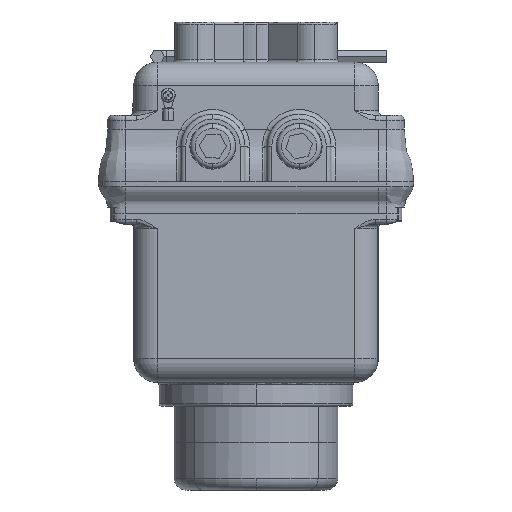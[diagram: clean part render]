
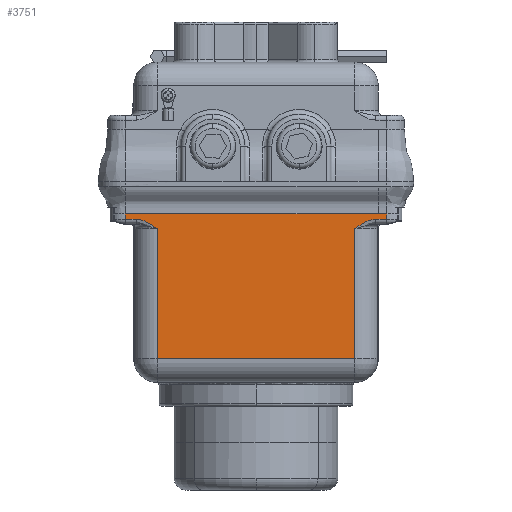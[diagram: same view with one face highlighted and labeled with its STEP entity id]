
A CAD part, left-side view. The second image highlights one B-rep face of the part: STEP entity #3751.
In plain terms, the highlighted planar face has unit normal (-1, 0, 0).
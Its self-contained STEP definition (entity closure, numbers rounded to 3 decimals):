
#374 = ORIENTED_EDGE ( 'NONE', *, *, #49609, .T. ) ;
#1220 = VECTOR ( 'NONE', #23653, 1000. ) ;
#2628 = VECTOR ( 'NONE', #31971, 1000. ) ;
#2722 = EDGE_CURVE ( 'NONE', #42218, #14673, #15572, .T. ) ;
#2826 = CARTESIAN_POINT ( 'NONE',  ( 0., 93.44, 20. ) ) ;
#2937 = EDGE_CURVE ( 'NONE', #8973, #27410, #26521, .T. ) ;
#2983 = CARTESIAN_POINT ( 'NONE',  ( 0., 106.94, 26.273 ) ) ;
#3364 = VERTEX_POINT ( 'NONE', #7821 ) ;
#3432 = VECTOR ( 'NONE', #22443, 1000. ) ;
#3481 = ORIENTED_EDGE ( 'NONE', *, *, #3521, .F. ) ;
#3521 = EDGE_CURVE ( 'NONE', #8973, #3364, #24634, .T. ) ;
#3666 = LINE ( 'NONE', #33838, #29489 ) ;
#3751 = ADVANCED_FACE ( 'NONE', ( #16342 ), #40085, .F. ) ;
#4183 = EDGE_CURVE ( 'NONE', #43385, #11150, #3666, .T. ) ;
#4331 = AXIS2_PLACEMENT_3D ( 'NONE', #7462, #27822, #15628 ) ;
#4708 = VECTOR ( 'NONE', #26562, 1000. ) ;
#5475 = CARTESIAN_POINT ( 'NONE',  ( 0., 5.455, 22.863 ) ) ;
#5696 = CARTESIAN_POINT ( 'NONE',  ( 0., 0., -35. ) ) ;
#6246 = CARTESIAN_POINT ( 'NONE',  ( 0., -3.5, 26.273 ) ) ;
#6853 = ORIENTED_EDGE ( 'NONE', *, *, #2722, .T. ) ;
#7462 = CARTESIAN_POINT ( 'NONE',  ( 0., 0., 90.5 ) ) ;
#7821 = CARTESIAN_POINT ( 'NONE',  ( 0., 0., 26.273 ) ) ;
#7861 = CARTESIAN_POINT ( 'NONE',  ( 0., 0., 26.273 ) ) ;
#8338 = ORIENTED_EDGE ( 'NONE', *, *, #14430, .T. ) ;
#8973 = VERTEX_POINT ( 'NONE', #24538 ) ;
#9534 = CARTESIAN_POINT ( 'NONE',  ( 0., 7.289, 21.919 ) ) ;
#10064 = B_SPLINE_CURVE_WITH_KNOTS ( 'NONE', 3,
 ( #27477, #20146, #9534, #5475, #21799, #48652, #34053, #33227, #12002, #24259 ),
 .UNSPECIFIED., .F., .F.,
 ( 4, 2, 2, 2, 4 ),
 ( 0., 0.005, 0.006, 0.007, 0.01 ),
 .UNSPECIFIED. ) ;
#10246 = CARTESIAN_POINT ( 'NONE',  ( 0., 10., 20. ) ) ;
#10757 = VECTOR ( 'NONE', #26042, 1000. ) ;
#10859 = VERTEX_POINT ( 'NONE', #19541 ) ;
#10916 = CARTESIAN_POINT ( 'NONE',  ( 0., 0., 26.273 ) ) ;
#11150 = VERTEX_POINT ( 'NONE', #35276 ) ;
#11699 = EDGE_LOOP ( 'NONE', ( #8338, #46690, #6853, #30434, #39411, #22371, #26354, #3481, #16231, #14860, #374 ) ) ;
#11802 = DIRECTION ( 'NONE',  ( 0., 0., -1. ) ) ;
#12002 = CARTESIAN_POINT ( 'NONE',  ( 0., 1.898, 24. ) ) ;
#12316 = B_SPLINE_CURVE_WITH_KNOTS ( 'NONE', 3,
 ( #35413, #35370, #34576, #13320, #49971, #45114, #39474, #49207, #48370, #2826 ),
 .UNSPECIFIED., .F., .F.,
 ( 4, 2, 2, 2, 4 ),
 ( 0., 0.002, 0.004, 0.005, 0.01 ),
 .UNSPECIFIED. ) ;
#13091 = EDGE_CURVE ( 'NONE', #14673, #38932, #10064, .T. ) ;
#13320 = CARTESIAN_POINT ( 'NONE',  ( 0., 99.521, 23.5 ) ) ;
#14430 = EDGE_CURVE ( 'NONE', #10859, #44621, #33625, .T. ) ;
#14673 = VERTEX_POINT ( 'NONE', #10246 ) ;
#14860 = ORIENTED_EDGE ( 'NONE', *, *, #30537, .T. ) ;
#15572 = LINE ( 'NONE', #48938, #34022 ) ;
#15628 = DIRECTION ( 'NONE',  ( 0., 1., 0. ) ) ;
#15955 = CARTESIAN_POINT ( 'NONE',  ( 0., 106.94, 68. ) ) ;
#16231 = ORIENTED_EDGE ( 'NONE', *, *, #2937, .T. ) ;
#16342 = FACE_OUTER_BOUND ( 'NONE', #11699, .T. ) ;
#16822 = VECTOR ( 'NONE', #37005, 1000. ) ;
#19541 = CARTESIAN_POINT ( 'NONE',  ( 0., 93.44, 20. ) ) ;
#20146 = CARTESIAN_POINT ( 'NONE',  ( 0., 8.645, 20.958 ) ) ;
#20273 = CARTESIAN_POINT ( 'NONE',  ( 0., 93.44, -35. ) ) ;
#21799 = CARTESIAN_POINT ( 'NONE',  ( 0., 5.081, 23.039 ) ) ;
#22371 = ORIENTED_EDGE ( 'NONE', *, *, #4183, .F. ) ;
#22443 = DIRECTION ( 'NONE',  ( 0., -1., 0. ) ) ;
#23081 = EDGE_CURVE ( 'NONE', #38932, #11150, #27656, .T. ) ;
#23653 = DIRECTION ( 'NONE',  ( 0., -1., 0. ) ) ;
#24259 = CARTESIAN_POINT ( 'NONE',  ( 0., 1.056, 24. ) ) ;
#24538 = CARTESIAN_POINT ( 'NONE',  ( 0., 106.94, 26.273 ) ) ;
#24634 = B_SPLINE_CURVE_WITH_KNOTS ( 'NONE', 1,
 ( #2983, #7861 ),
 .UNSPECIFIED., .F., .F.,
 ( 2, 2 ),
 ( 0., 1. ),
 .UNSPECIFIED. ) ;
#24642 = CARTESIAN_POINT ( 'NONE',  ( 0., 93.44, 90.5 ) ) ;
#26042 = DIRECTION ( 'NONE',  ( 0., -1., 0. ) ) ;
#26354 = ORIENTED_EDGE ( 'NONE', *, *, #27504, .T. ) ;
#26521 = LINE ( 'NONE', #15955, #4708 ) ;
#26562 = DIRECTION ( 'NONE',  ( 0., 0., -1. ) ) ;
#27410 = VERTEX_POINT ( 'NONE', #35316 ) ;
#27477 = CARTESIAN_POINT ( 'NONE',  ( 0., 10., 20. ) ) ;
#27504 = EDGE_CURVE ( 'NONE', #43385, #3364, #45928, .T. ) ;
#27656 = LINE ( 'NONE', #39887, #10757 ) ;
#27822 = DIRECTION ( 'NONE',  ( 1., 0., 0. ) ) ;
#29489 = VECTOR ( 'NONE', #11802, 1000. ) ;
#30434 = ORIENTED_EDGE ( 'NONE', *, *, #13091, .T. ) ;
#30537 = EDGE_CURVE ( 'NONE', #27410, #45832, #39576, .T. ) ;
#31819 = LINE ( 'NONE', #5696, #1220 ) ;
#31971 = DIRECTION ( 'NONE',  ( 0., 0., -1. ) ) ;
#33227 = CARTESIAN_POINT ( 'NONE',  ( 0., 2.716, 23.857 ) ) ;
#33625 = LINE ( 'NONE', #24642, #2628 ) ;
#33838 = CARTESIAN_POINT ( 'NONE',  ( 0., -3.5, 68. ) ) ;
#34022 = VECTOR ( 'NONE', #36775, 1000. ) ;
#34053 = CARTESIAN_POINT ( 'NONE',  ( 0., 3.919, 23.5 ) ) ;
#34306 = CARTESIAN_POINT ( 'NONE',  ( 0., 10., -35. ) ) ;
#34576 = CARTESIAN_POINT ( 'NONE',  ( 0., 100.724, 23.857 ) ) ;
#35276 = CARTESIAN_POINT ( 'NONE',  ( 0., -3.5, 24. ) ) ;
#35316 = CARTESIAN_POINT ( 'NONE',  ( 0., 106.94, 24. ) ) ;
#35370 = CARTESIAN_POINT ( 'NONE',  ( 0., 101.542, 24. ) ) ;
#35413 = CARTESIAN_POINT ( 'NONE',  ( 0., 102.384, 24. ) ) ;
#36775 = DIRECTION ( 'NONE',  ( 0., 0., 1. ) ) ;
#36809 = CARTESIAN_POINT ( 'NONE',  ( 0., 1.056, 24. ) ) ;
#37005 = DIRECTION ( 'NONE',  ( 0., 1., 0. ) ) ;
#38932 = VERTEX_POINT ( 'NONE', #36809 ) ;
#39411 = ORIENTED_EDGE ( 'NONE', *, *, #23081, .T. ) ;
#39474 = CARTESIAN_POINT ( 'NONE',  ( 0., 97.985, 22.863 ) ) ;
#39576 = LINE ( 'NONE', #44431, #3432 ) ;
#39887 = CARTESIAN_POINT ( 'NONE',  ( 0., 0., 24. ) ) ;
#40085 = PLANE ( 'NONE',  #4331 ) ;
#42218 = VERTEX_POINT ( 'NONE', #34306 ) ;
#43385 = VERTEX_POINT ( 'NONE', #6246 ) ;
#43876 = CARTESIAN_POINT ( 'NONE',  ( 0., 102.384, 24. ) ) ;
#44431 = CARTESIAN_POINT ( 'NONE',  ( 0., 0., 24. ) ) ;
#44621 = VERTEX_POINT ( 'NONE', #20273 ) ;
#45114 = CARTESIAN_POINT ( 'NONE',  ( 0., 98.359, 23.039 ) ) ;
#45832 = VERTEX_POINT ( 'NONE', #43876 ) ;
#45928 = LINE ( 'NONE', #10916, #16822 ) ;
#46690 = ORIENTED_EDGE ( 'NONE', *, *, #50474, .T. ) ;
#48370 = CARTESIAN_POINT ( 'NONE',  ( 0., 94.796, 20.959 ) ) ;
#48652 = CARTESIAN_POINT ( 'NONE',  ( 0., 4.314, 23.357 ) ) ;
#48938 = CARTESIAN_POINT ( 'NONE',  ( 0., 10., 90.5 ) ) ;
#49207 = CARTESIAN_POINT ( 'NONE',  ( 0., 96.151, 21.919 ) ) ;
#49609 = EDGE_CURVE ( 'NONE', #45832, #10859, #12316, .T. ) ;
#49971 = CARTESIAN_POINT ( 'NONE',  ( 0., 99.126, 23.357 ) ) ;
#50474 = EDGE_CURVE ( 'NONE', #44621, #42218, #31819, .T. ) ;
